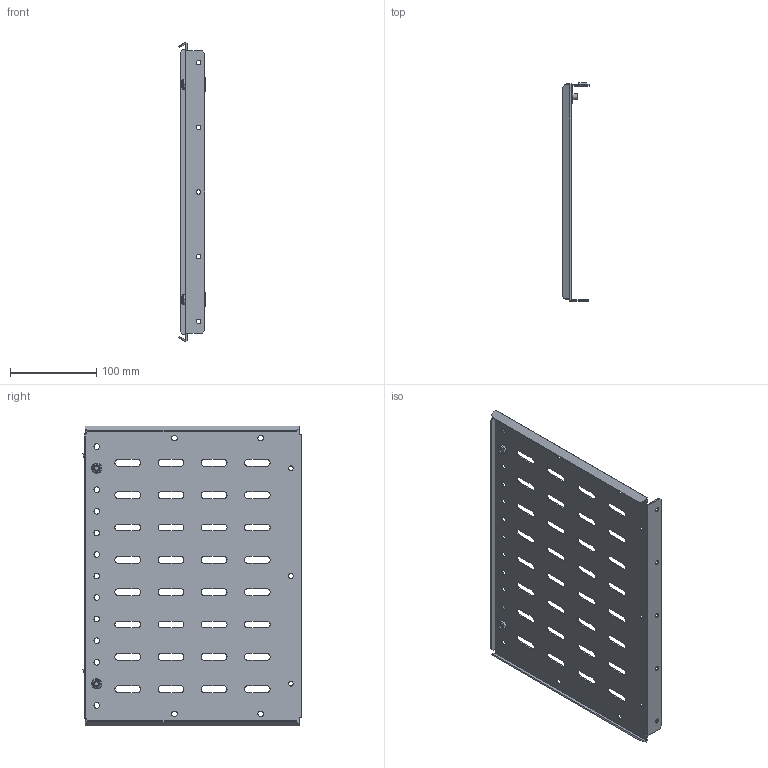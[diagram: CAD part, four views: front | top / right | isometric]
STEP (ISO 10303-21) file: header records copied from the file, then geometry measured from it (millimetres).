
FILE_DESCRIPTION (( 'STEP AP203' ), '1' );
FILE_NAME ('FO-00-SWFB-035 FORMAT Ïåðåãîðîäêà ñåêö. çàäíÿÿ âåðò. øèí. îòñåêà 350 IEK.STEP', '2024-07-04T14:04:13', ( '' ), ( '' ), 'SwSTEP 2.0', 'SolidWorks 2022', '' );
FILE_SCHEMA (( 'CONFIG_CONTROL_DESIGN' ));
Length unit declared in the file: millimetre
Products named in the file (1): FO-00-SWFB-035 FORMAT Перегородка секц. задняя верт. шин. отсека 350 IEK
Bounding box: 30.53 x 253.25 x 347.3 mm (x, y, z)
Volume: 143312.3 mm3; surface area: 195826.6 mm2
Topology: 5 solids, 5 shells, 374 faces, 1064 edges, 704 vertices
Faces by surface type: cylinder 192, plane 166, cone 8, torus 8
Entity records: 12601 total; most frequent: DIRECTION 2222, CARTESIAN_POINT 2143, ORIENTED_EDGE 2128, EDGE_CURVE 1064, AXIS2_PLACEMENT_3D 783, VERTEX_POINT 704, VECTOR 656, LINE 656
